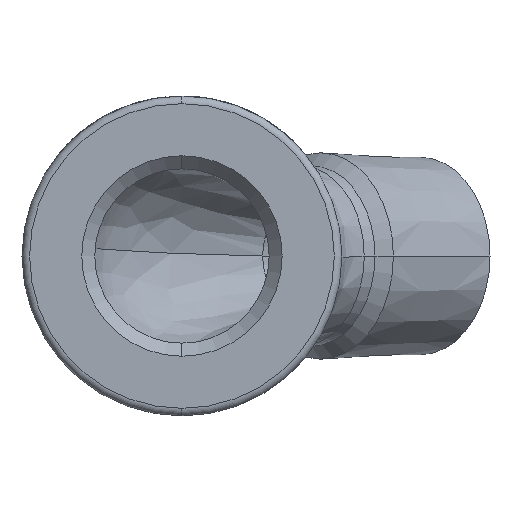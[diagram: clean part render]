
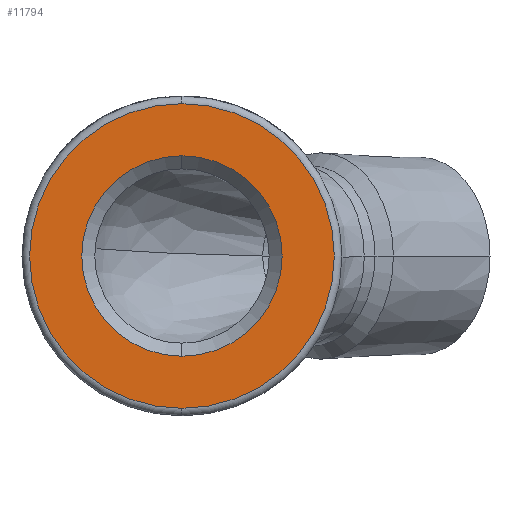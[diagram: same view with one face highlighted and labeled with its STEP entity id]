
A CAD part, front view. The second image highlights one B-rep face of the part: STEP entity #11794.
In plain terms, the highlighted planar face has unit normal (0, -1, 0).
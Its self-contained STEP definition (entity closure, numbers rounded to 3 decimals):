
#49 = CARTESIAN_POINT ( 'NONE',  ( 0., -17., 6.579 ) ) ;
#147 = CARTESIAN_POINT ( 'NONE',  ( 0., -17., 0. ) ) ;
#318 = EDGE_CURVE ( 'NONE', #10772, #5350, #4004, .T. ) ;
#335 = VERTEX_POINT ( 'NONE', #3148 ) ;
#370 = CARTESIAN_POINT ( 'NONE',  ( 0., -17., -6.579 ) ) ;
#862 = CIRCLE ( 'NONE', #9181, 10. ) ;
#1178 = DIRECTION ( 'NONE',  ( 0., -1., 0. ) ) ;
#2167 = EDGE_LOOP ( 'NONE', ( #7743, #11087 ) ) ;
#2253 = DIRECTION ( 'NONE',  ( 0., 0., -1. ) ) ;
#2317 = FACE_BOUND ( 'NONE', #2695, .T. ) ;
#2695 = EDGE_LOOP ( 'NONE', ( #10390, #10588 ) ) ;
#3061 = CARTESIAN_POINT ( 'NONE',  ( 0., -17., 10. ) ) ;
#3064 = DIRECTION ( 'NONE',  ( 0., 0., -1. ) ) ;
#3144 = AXIS2_PLACEMENT_3D ( 'NONE', #6269, #8283, #11516 ) ;
#3148 = CARTESIAN_POINT ( 'NONE',  ( 0., -17., -10. ) ) ;
#4004 = CIRCLE ( 'NONE', #5493, 6.579 ) ;
#4141 = DIRECTION ( 'NONE',  ( 0., -1., 0. ) ) ;
#4259 = AXIS2_PLACEMENT_3D ( 'NONE', #5288, #4141, #3064 ) ;
#5288 = CARTESIAN_POINT ( 'NONE',  ( 0., -17., 0. ) ) ;
#5350 = VERTEX_POINT ( 'NONE', #370 ) ;
#5493 = AXIS2_PLACEMENT_3D ( 'NONE', #147, #1178, #10848 ) ;
#6095 = DIRECTION ( 'NONE',  ( 0., -1., 0. ) ) ;
#6269 = CARTESIAN_POINT ( 'NONE',  ( 6.579, -17., 0. ) ) ;
#6395 = CIRCLE ( 'NONE', #4259, 6.579 ) ;
#6854 = CIRCLE ( 'NONE', #10367, 10. ) ;
#7743 = ORIENTED_EDGE ( 'NONE', *, *, #10668, .T. ) ;
#7865 = FACE_OUTER_BOUND ( 'NONE', #2167, .T. ) ;
#7881 = EDGE_CURVE ( 'NONE', #5350, #10772, #6395, .T. ) ;
#8283 = DIRECTION ( 'NONE',  ( 0., -1., 0. ) ) ;
#8536 = EDGE_CURVE ( 'NONE', #10259, #335, #6854, .T. ) ;
#8690 = DIRECTION ( 'NONE',  ( 0., -1., 0. ) ) ;
#9181 = AXIS2_PLACEMENT_3D ( 'NONE', #9479, #6095, #10355 ) ;
#9466 = PLANE ( 'NONE',  #3144 ) ;
#9479 = CARTESIAN_POINT ( 'NONE',  ( 0., -17., 0. ) ) ;
#9846 = CARTESIAN_POINT ( 'NONE',  ( 0., -17., 0. ) ) ;
#10259 = VERTEX_POINT ( 'NONE', #3061 ) ;
#10355 = DIRECTION ( 'NONE',  ( 0., 0., -1. ) ) ;
#10367 = AXIS2_PLACEMENT_3D ( 'NONE', #9846, #8690, #2253 ) ;
#10390 = ORIENTED_EDGE ( 'NONE', *, *, #7881, .F. ) ;
#10588 = ORIENTED_EDGE ( 'NONE', *, *, #318, .F. ) ;
#10668 = EDGE_CURVE ( 'NONE', #335, #10259, #862, .T. ) ;
#10772 = VERTEX_POINT ( 'NONE', #49 ) ;
#10848 = DIRECTION ( 'NONE',  ( 0., 0., -1. ) ) ;
#11087 = ORIENTED_EDGE ( 'NONE', *, *, #8536, .T. ) ;
#11516 = DIRECTION ( 'NONE',  ( 0., 0., -1. ) ) ;
#11794 = ADVANCED_FACE ( 'NONE', ( #7865, #2317 ), #9466, .T. ) ;
